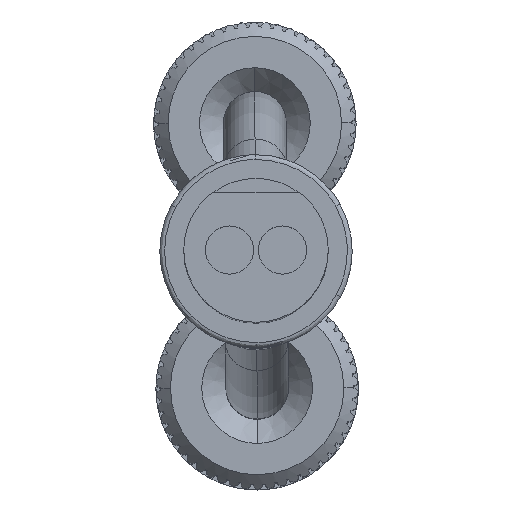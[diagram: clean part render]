
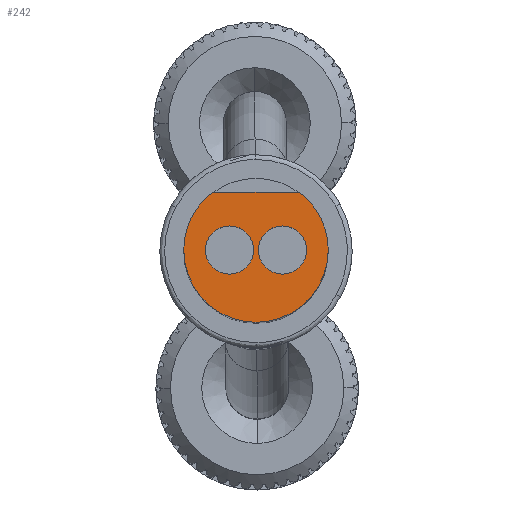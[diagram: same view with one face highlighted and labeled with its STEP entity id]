
A CAD part, top view. The second image highlights one B-rep face of the part: STEP entity #242.
In plain terms, the highlighted planar face has unit normal (0, 0, 1).
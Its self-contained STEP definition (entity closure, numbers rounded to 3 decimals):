
#48=DIRECTION('',(1.,0.,0.));
#49=VECTOR('',#48,1.8);
#50=CARTESIAN_POINT('',(-0.9,1.2,15.));
#51=LINE('',#50,#49);
#52=CARTESIAN_POINT('',(0.,0.,15.));
#53=DIRECTION('',(0.,0.,1.));
#54=DIRECTION('',(1.,0.,0.));
#55=AXIS2_PLACEMENT_3D('',#52,#53,#54);
#57=CARTESIAN_POINT('',(0.,0.,15.));
#58=DIRECTION('',(0.,0.,1.));
#59=DIRECTION('',(-1.,0.,0.));
#60=AXIS2_PLACEMENT_3D('',#57,#58,#59);
#62=CARTESIAN_POINT('',(0.,0.,15.));
#63=DIRECTION('',(0.,0.,1.));
#64=DIRECTION('',(-0.6,0.8,0.));
#65=AXIS2_PLACEMENT_3D('',#62,#63,#64);
#67=CARTESIAN_POINT('',(0.55,0.,15.));
#68=DIRECTION('',(0.,0.,1.));
#69=DIRECTION('',(1.,0.,0.));
#70=AXIS2_PLACEMENT_3D('',#67,#68,#69);
#72=CARTESIAN_POINT('',(0.55,0.,15.));
#73=DIRECTION('',(0.,0.,1.));
#74=DIRECTION('',(-1.,0.,0.));
#75=AXIS2_PLACEMENT_3D('',#72,#73,#74);
#77=CARTESIAN_POINT('',(-0.55,0.,15.));
#78=DIRECTION('',(0.,0.,1.));
#79=DIRECTION('',(1.,0.,0.));
#80=AXIS2_PLACEMENT_3D('',#77,#78,#79);
#82=CARTESIAN_POINT('',(-0.55,0.,15.));
#83=DIRECTION('',(0.,0.,1.));
#84=DIRECTION('',(-1.,0.,0.));
#85=AXIS2_PLACEMENT_3D('',#82,#83,#84);
#131=CARTESIAN_POINT('',(-1.5,0.,15.));
#132=CARTESIAN_POINT('',(1.5,0.,15.));
#133=VERTEX_POINT('',#131);
#134=VERTEX_POINT('',#132);
#135=CARTESIAN_POINT('',(-0.9,1.2,15.));
#136=CARTESIAN_POINT('',(0.9,1.2,15.));
#137=VERTEX_POINT('',#135);
#138=VERTEX_POINT('',#136);
#151=CARTESIAN_POINT('',(1.05,0.,15.));
#152=CARTESIAN_POINT('',(0.05,0.,15.));
#153=VERTEX_POINT('',#151);
#154=VERTEX_POINT('',#152);
#155=CARTESIAN_POINT('',(-0.05,0.,15.));
#156=CARTESIAN_POINT('',(-1.05,0.,15.));
#157=VERTEX_POINT('',#155);
#158=VERTEX_POINT('',#156);
#218=CARTESIAN_POINT('',(0.,0.,15.));
#219=DIRECTION('',(0.,0.,1.));
#220=DIRECTION('',(1.,0.,0.));
#221=AXIS2_PLACEMENT_3D('',#218,#219,#220);
#222=PLANE('',#221);
#223=ORIENTED_EDGE('',*,*,#210,.T.);
#224=ORIENTED_EDGE('',*,*,#187,.F.);
#226=ORIENTED_EDGE('',*,*,#225,.F.);
#227=ORIENTED_EDGE('',*,*,#180,.F.);
#228=EDGE_LOOP('',(#223,#224,#226,#227));
#229=FACE_OUTER_BOUND('',#228,.F.);
#231=ORIENTED_EDGE('',*,*,#230,.T.);
#233=ORIENTED_EDGE('',*,*,#232,.T.);
#234=EDGE_LOOP('',(#231,#233));
#235=FACE_BOUND('',#234,.F.);
#237=ORIENTED_EDGE('',*,*,#236,.T.);
#239=ORIENTED_EDGE('',*,*,#238,.T.);
#240=EDGE_LOOP('',(#237,#239));
#241=FACE_BOUND('',#240,.F.);
#56=CIRCLE('',#55,1.5);
#61=CIRCLE('',#60,1.5);
#66=CIRCLE('',#65,1.5);
#71=CIRCLE('',#70,0.5);
#76=CIRCLE('',#75,0.5);
#81=CIRCLE('',#80,0.5);
#86=CIRCLE('',#85,0.5);
#180=EDGE_CURVE('',#137,#133,#66,.T.);
#187=EDGE_CURVE('',#134,#138,#56,.T.);
#210=EDGE_CURVE('',#137,#138,#51,.T.);
#225=EDGE_CURVE('',#133,#134,#61,.T.);
#230=EDGE_CURVE('',#153,#154,#71,.T.);
#232=EDGE_CURVE('',#154,#153,#76,.T.);
#236=EDGE_CURVE('',#157,#158,#81,.T.);
#238=EDGE_CURVE('',#158,#157,#86,.T.);
#242=ADVANCED_FACE('',(#229,#235,#241),#222,.T.);
